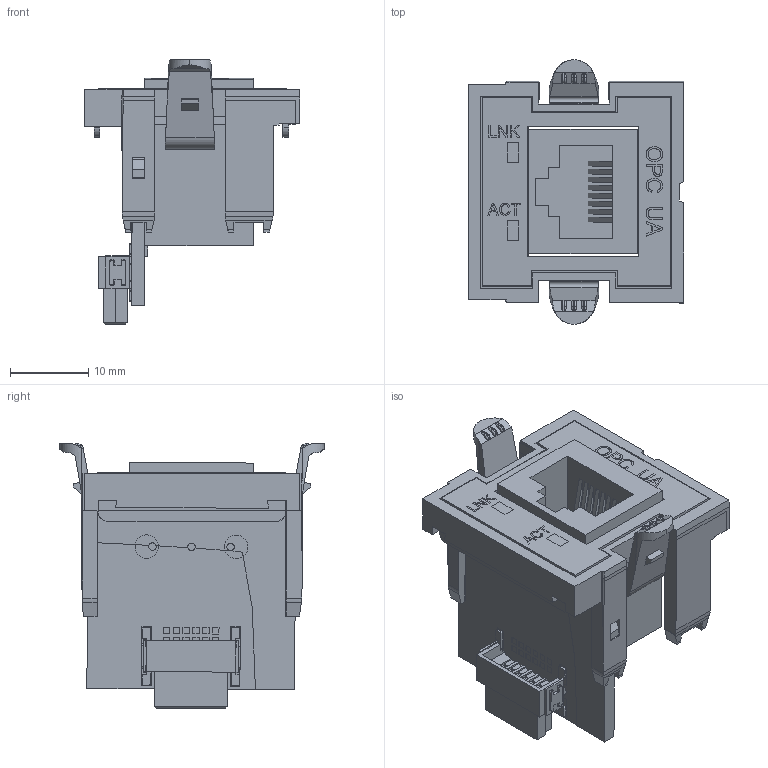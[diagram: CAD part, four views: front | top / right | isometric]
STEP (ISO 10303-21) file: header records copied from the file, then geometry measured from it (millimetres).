
FILE_DESCRIPTION (( 'STEP AP214' ), '1' );
FILE_NAME ('BX-P-OPCUA.STEP', '2025-04-22T00:32:49', ( '' ), ( '' ), 'SwSTEP 2.0', 'SolidWorks 2021', '' );
FILE_SCHEMA (( 'AUTOMOTIVE_DESIGN' ));
Length unit declared in the file: inch
Products named in the file (1): BX-P-OPCUA
Bounding box: 27.53 x 33.88 x 33.9 mm (x, y, z)
Volume: 6433.1 mm3; surface area: 9303 mm2
Topology: 24 solids, 24 shells, 1586 faces, 4341 edges, 2847 vertices
Faces by surface type: plane 1242, bspline 165, cylinder 159, torus 14, cone 6
Entity records: 52833 total; most frequent: CARTESIAN_POINT 11610, ORIENTED_EDGE 8682, DIRECTION 7032, EDGE_CURVE 4341, VECTOR 3586, LINE 3586, VERTEX_POINT 2847, AXIS2_PLACEMENT_3D 1723
